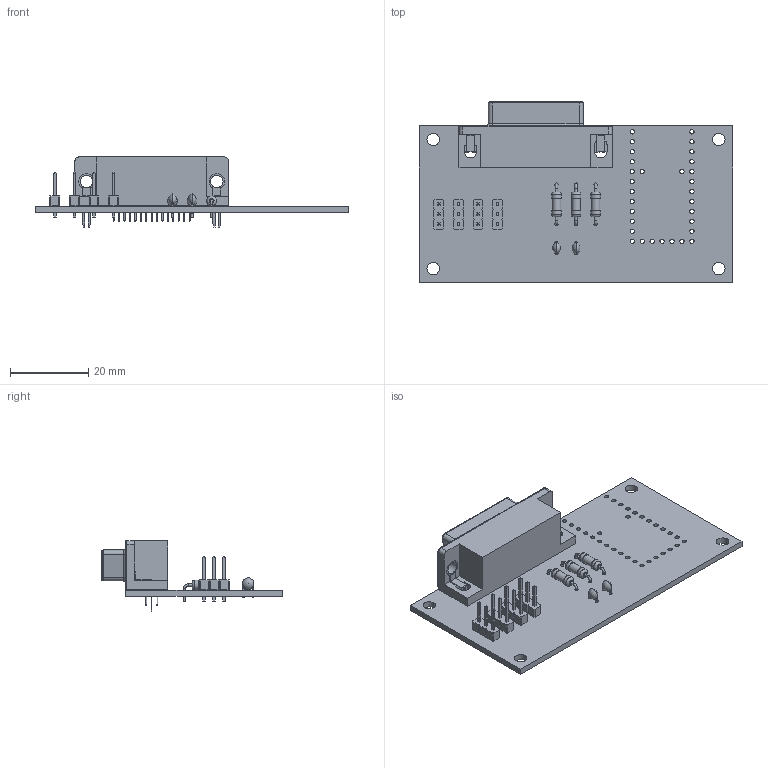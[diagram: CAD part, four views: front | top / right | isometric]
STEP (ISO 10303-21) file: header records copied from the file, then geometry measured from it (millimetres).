
FILE_DESCRIPTION(('KiCad electronic assembly'),'2;1');
FILE_NAME('Adapt-FFB-Joy Tic Tac Edition.step','2023-10-05T07:39:21',( 'Pcbnew'),('Kicad'),'Open CASCADE STEP processor 7.7', 'KiCad to STEP converter','Unknown');
FILE_SCHEMA(('AUTOMOTIVE_DESIGN { 1 0 10303 214 1 1 1 1 }'));
Length unit declared in the file: millimetre
Products named in the file (10): Adapt-FFB-Joy Tic Tac Edition 1; C_Disc_D3.0mm_W2.0mm_P2.50mm; SOLID; R_Axial_DIN0207_L6.3mm_D2.5mm_P10.16mm_Horizontal; PinHeader_1x03_P2.54mm_Vertical; DSUB-15_Female_Horizontal_P2.77x2.84mm_EdgePinOffset4.94mm_Housed_
MountingHolesOffset7.48mm; Adapt-FFB-Joy Tic Tac Edition PCB
Assembly tree (15 placements, depth 3):
  Adapt-FFB-Joy Tic Tac Edition 1
    C_Disc_D3.0mm_W2.0mm_P2.50mm  x2
      SOLID
    R_Axial_DIN0207_L6.3mm_D2.5mm_P10.16mm_Horizontal  x3
      SOLID
    PinHeader_1x03_P2.54mm_Vertical  x4
      SOLID
    DSUB-15_Female_Horizontal_P2.77x2.84mm_EdgePinOffset4.94mm_Housed_
MountingHolesOffset7.48mm
      SOLID
    Adapt-FFB-Joy Tic Tac Edition PCB
Bounding box: 80 x 46.18 x 17.9 mm (x, y, z)
Volume: 10567.6 mm3; surface area: 11128.5 mm2
Topology: 11 solids, 11 shells, 668 faces, 1579 edges, 986 vertices
Faces by surface type: plane 424, cylinder 172, revolution 23, cone 23, torus 22, sphere 4
Full cylindrical faces by diameter (mm): 0.3 x15, 0.5 x4, 0.6 x12, 0.8 x10, 1 x27, 1.1 x31, 1.2 x15, 2.25 x3, 2.5 x6, 3.2 x8, 4 x2
Entity records: 28847 total; most frequent: CARTESIAN_POINT 6696, DIRECTION 3807, LINE 2161, VECTOR 2161, ORIENTED_EDGE 1904, PCURVE 1904, DEFINITIONAL_REPRESENTATION 1904, EDGE_CURVE 952
